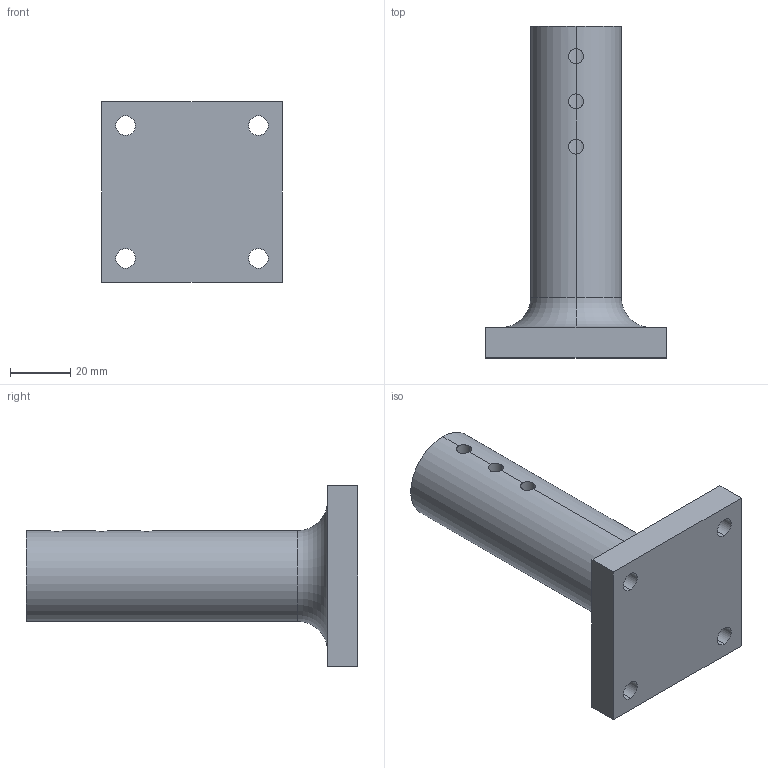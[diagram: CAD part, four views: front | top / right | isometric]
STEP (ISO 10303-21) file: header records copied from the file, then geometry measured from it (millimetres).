
FILE_DESCRIPTION (( 'STEP AP203' ), '1' );
FILE_NAME ('SUPORTE TUBO BASE.STEP', '2024-11-29T15:52:06', ( '' ), ( '' ), 'SwSTEP 2.0', 'SolidWorks 2018', '' );
FILE_SCHEMA (( 'CONFIG_CONTROL_DESIGN' ));
Length unit declared in the file: millimetre
Products named in the file (1): SUPORTE TUBO BASE
Bounding box: 60 x 110 x 60 mm (x, y, z)
Volume: 72779.8 mm3; surface area: 25909.2 mm2
Topology: 1 solids, 1 shells, 28 faces, 88 edges, 58 vertices
Faces by surface type: cylinder 18, plane 8, torus 2
Entity records: 1401 total; most frequent: CARTESIAN_POINT 535, ORIENTED_EDGE 176, DIRECTION 150, EDGE_CURVE 88, VERTEX_POINT 58, AXIS2_PLACEMENT_3D 57, EDGE_LOOP 38, VECTOR 36
